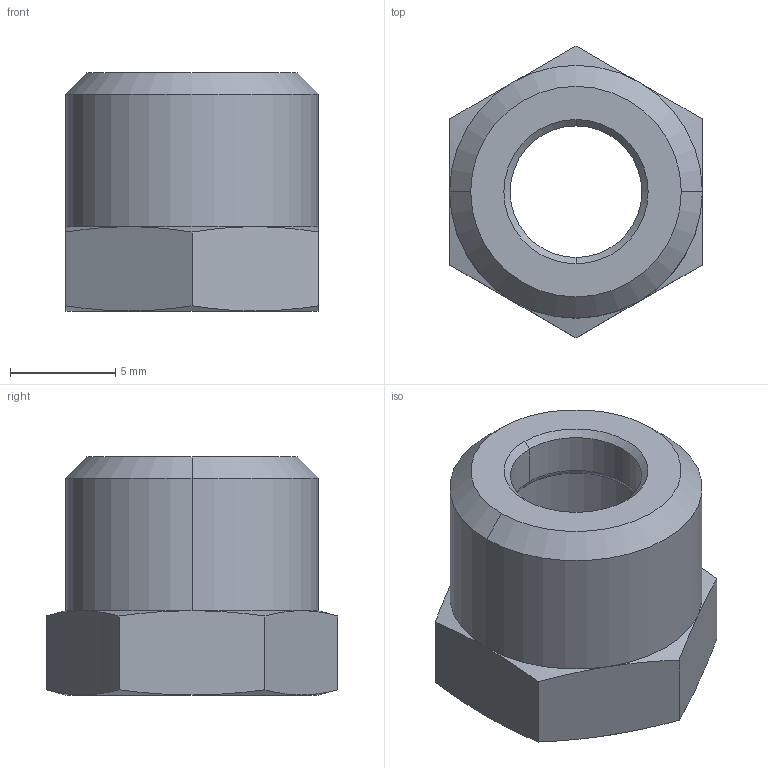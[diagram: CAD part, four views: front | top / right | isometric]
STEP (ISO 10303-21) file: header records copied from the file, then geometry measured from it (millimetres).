
FILE_DESCRIPTION(/* description */ ('VariCAD 2016-1.04 AP-214'),/* implementation_level */ '2;1');
FILE_NAME(/* name */ 'mck_4_a.stp',/* time_stamp */ '2016-06-16T08:52:20+02:00',/* author */ (''),/* organization */ (''),/* preprocessor_version */ 'ST-DEVELOPER v14',/* originating_system */ 'VariCAD 2016-1.04; kernel version (20130303)',/* authorisation */ '');
FILE_SCHEMA (('AUTOMOTIVE_DESIGN'));
Length unit declared in the file: millimetre
Products named in the file (2): mck_4_a; PK 4 Ms
Assembly tree (1 placements, depth 2):
  mck_4_a
    PK 4 Ms
Bounding box: 12 x 13.86 x 11.3 mm (x, y, z)
Volume: 663.4 mm3; surface area: 884 mm2
Topology: 1 solids, 1 shells, 35 faces, 79 edges, 47 vertices
Faces by surface type: cone 18, plane 9, cylinder 6, torus 2
Entity records: 1080 total; most frequent: CARTESIAN_POINT 261, DIRECTION 170, ORIENTED_EDGE 158, EDGE_CURVE 79, AXIS2_PLACEMENT_3D 76, VERTEX_POINT 47, EDGE_LOOP 38, CIRCLE 37
